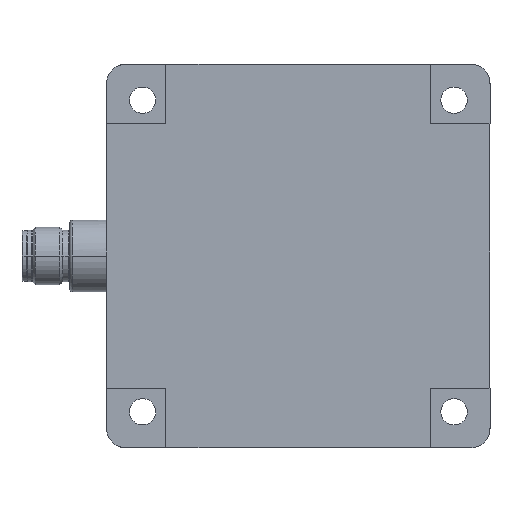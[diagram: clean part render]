
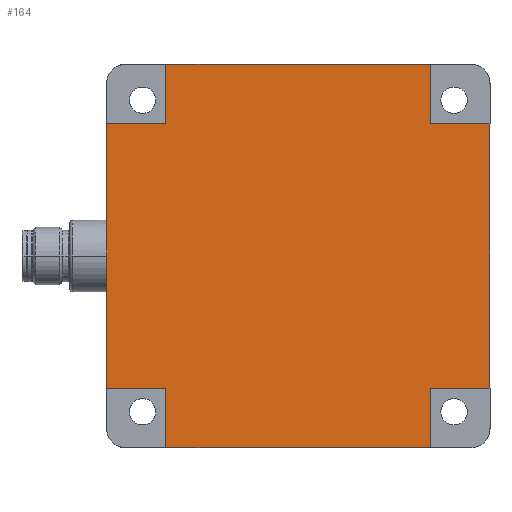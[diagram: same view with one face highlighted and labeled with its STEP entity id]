
A CAD part, front view. The second image highlights one B-rep face of the part: STEP entity #164.
In plain terms, the highlighted planar face has unit normal (0, -1, 0).
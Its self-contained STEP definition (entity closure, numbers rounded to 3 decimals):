
#164=ADVANCED_FACE('',(#424),#425,.T.);
#424=FACE_OUTER_BOUND('',#697,.T.);
#425=PLANE('',#698);
#697=EDGE_LOOP('',(#1727,#1728,#1729,#1730,#1731,#1732,#1733,#1734,#1735,#1736,#1737,#1738));
#698=AXIS2_PLACEMENT_3D('',#1739,#1740,#1741);
#1727=ORIENTED_EDGE('',*,*,#2163,.F.);
#1728=ORIENTED_EDGE('',*,*,#2174,.T.);
#1729=ORIENTED_EDGE('',*,*,#2175,.T.);
#1730=ORIENTED_EDGE('',*,*,#1974,.T.);
#1731=ORIENTED_EDGE('',*,*,#2176,.F.);
#1732=ORIENTED_EDGE('',*,*,#2177,.T.);
#1733=ORIENTED_EDGE('',*,*,#2178,.F.);
#1734=ORIENTED_EDGE('',*,*,#2179,.F.);
#1735=ORIENTED_EDGE('',*,*,#2180,.F.);
#1736=ORIENTED_EDGE('',*,*,#2149,.T.);
#1737=ORIENTED_EDGE('',*,*,#2181,.T.);
#1738=ORIENTED_EDGE('',*,*,#2172,.F.);
#1739=CARTESIAN_POINT('',(39.999,0.3,-50.0));
#1740=DIRECTION('',(0.0,-1.0,0.0));
#1741=DIRECTION('',(1.0,0.0,0.0));
#1974=EDGE_CURVE('',#2452,#2450,#2453,.T.);
#2149=EDGE_CURVE('',#2725,#2723,#2726,.T.);
#2163=EDGE_CURVE('',#2744,#2746,#2747,.T.);
#2172=EDGE_CURVE('',#2746,#2760,#2761,.T.);
#2174=EDGE_CURVE('',#2744,#2763,#2764,.T.);
#2175=EDGE_CURVE('',#2763,#2452,#2765,.T.);
#2176=EDGE_CURVE('',#2766,#2450,#2767,.T.);
#2177=EDGE_CURVE('',#2766,#2768,#2769,.T.);
#2178=EDGE_CURVE('',#2770,#2768,#2771,.T.);
#2179=EDGE_CURVE('',#2772,#2770,#2773,.T.);
#2180=EDGE_CURVE('',#2725,#2772,#2774,.T.);
#2181=EDGE_CURVE('',#2723,#2760,#2775,.T.);
#2450=VERTEX_POINT('',#3154);
#2452=VERTEX_POINT('',#3157);
#2453=LINE('',#3158,#3159);
#2723=VERTEX_POINT('',#3650);
#2725=VERTEX_POINT('',#3653);
#2726=LINE('',#3654,#3655);
#2744=VERTEX_POINT('',#3681);
#2746=VERTEX_POINT('',#3684);
#2747=LINE('',#3685,#3686);
#2760=VERTEX_POINT('',#3730);
#2761=LINE('',#3731,#3732);
#2763=VERTEX_POINT('',#3735);
#2764=LINE('',#3736,#3737);
#2765=LINE('',#3738,#3739);
#2766=VERTEX_POINT('',#3740);
#2767=LINE('',#3741,#3742);
#2768=VERTEX_POINT('',#3743);
#2769=LINE('',#3744,#3745);
#2770=VERTEX_POINT('',#3746);
#2771=LINE('',#3747,#3748);
#2772=VERTEX_POINT('',#3749);
#2773=LINE('',#3750,#3751);
#2774=LINE('',#3752,#3753);
#2775=LINE('',#3754,#3755);
#3154=CARTESIAN_POINT('',(79.998,0.3,27.619));
#3157=CARTESIAN_POINT('',(79.998,0.3,-27.624));
#3158=CARTESIAN_POINT('',(79.998,0.3,-25.001));
#3159=VECTOR('',#4039,1.0);
#3650=CARTESIAN_POINT('',(0.003,0.3,-27.624));
#3653=CARTESIAN_POINT('',(0.003,0.3,27.619));
#3654=CARTESIAN_POINT('',(0.003,0.3,-25.001));
#3655=VECTOR('',#4348,1.0);
#3681=CARTESIAN_POINT('',(67.621,0.3,-40.0));
#3684=CARTESIAN_POINT('',(12.376,0.3,-40.0));
#3685=CARTESIAN_POINT('',(39.999,0.3,-40.0));
#3686=VECTOR('',#4370,1.0);
#3730=CARTESIAN_POINT('',(12.376,0.3,-27.624));
#3731=CARTESIAN_POINT('',(12.376,0.3,-50.0));
#3732=VECTOR('',#4380,1.0);
#3735=CARTESIAN_POINT('',(67.621,0.3,-27.624));
#3736=CARTESIAN_POINT('',(67.621,0.3,-50.0));
#3737=VECTOR('',#4382,1.0);
#3738=CARTESIAN_POINT('',(-10.,0.3,-27.624));
#3739=VECTOR('',#4383,1.0);
#3740=CARTESIAN_POINT('',(67.621,0.3,27.619));
#3741=CARTESIAN_POINT('',(-10.0,0.3,27.619));
#3742=VECTOR('',#4384,1.0);
#3743=CARTESIAN_POINT('',(67.621,0.3,39.997));
#3744=CARTESIAN_POINT('',(67.621,0.3,-50.0));
#3745=VECTOR('',#4385,1.0);
#3746=CARTESIAN_POINT('',(12.376,0.3,39.997));
#3747=CARTESIAN_POINT('',(14.999,0.3,39.997));
#3748=VECTOR('',#4386,1.0);
#3749=CARTESIAN_POINT('',(12.376,0.3,27.619));
#3750=CARTESIAN_POINT('',(12.376,0.3,-50.0));
#3751=VECTOR('',#4387,1.0);
#3752=CARTESIAN_POINT('',(-10.0,0.3,27.619));
#3753=VECTOR('',#4388,1.0);
#3754=CARTESIAN_POINT('',(-10.,0.3,-27.624));
#3755=VECTOR('',#4389,1.0);
#4039=DIRECTION('',(0.,0.,1.0));
#4348=DIRECTION('',(0.,0.,-1.0));
#4370=DIRECTION('',(-1.0,-0.0,-0.0));
#4380=DIRECTION('',(0.0,0.0,1.0));
#4382=DIRECTION('',(0.0,0.0,1.0));
#4383=DIRECTION('',(1.0,0.0,0.));
#4384=DIRECTION('',(1.0,0.0,0.));
#4385=DIRECTION('',(0.0,0.0,1.0));
#4386=DIRECTION('',(1.0,0.0,0.));
#4387=DIRECTION('',(0.0,0.0,1.0));
#4388=DIRECTION('',(1.0,0.0,0.));
#4389=DIRECTION('',(1.0,0.0,0.));
